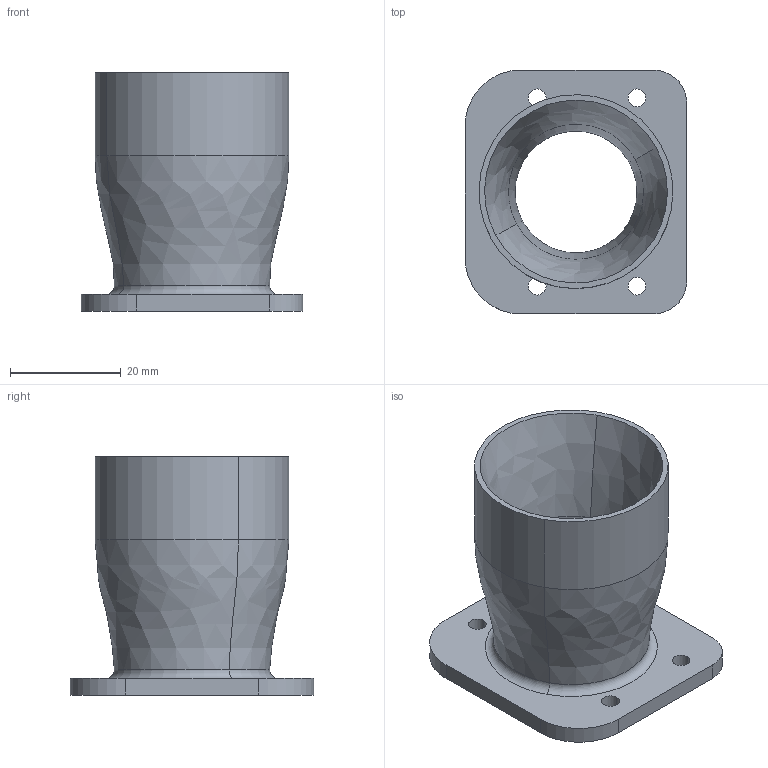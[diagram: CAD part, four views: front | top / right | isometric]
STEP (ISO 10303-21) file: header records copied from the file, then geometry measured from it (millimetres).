
FILE_DESCRIPTION(('CATIA V5 STEP Exchange'),'2;1');
FILE_NAME('EN_0400_007_AA_convergeant.stp','2018-12-18T13:39:42+00:00',('none'),('none'),'CATIA Version 5 Release 19 SP 2 (IN-10)','CATIA V5 STEP AP203','none');
FILE_SCHEMA(('CONFIG_CONTROL_DESIGN'));
Length unit declared in the file: millimetre
Products named in the file (1): EN_0400_007_AA_convergeant
Bounding box: 40 x 44 x 43 mm (x, y, z)
Volume: 17332.9 mm3; surface area: 10578.9 mm2
Topology: 1 solids, 1 shells, 31 faces, 78 edges, 50 vertices
Faces by surface type: cylinder 16, plane 7, revolution 6, torus 2
Entity records: 1038 total; most frequent: CARTESIAN_POINT 268, ORIENTED_EDGE 156, DIRECTION 116, EDGE_CURVE 78, AXIS2_PLACEMENT_3D 64, VERTEX_POINT 50, CIRCLE 44, EDGE_LOOP 42
